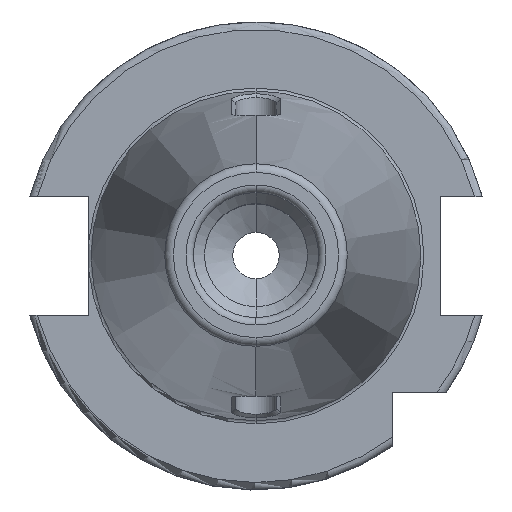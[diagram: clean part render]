
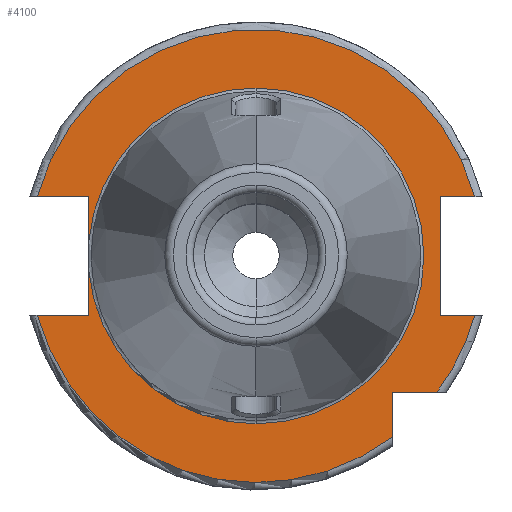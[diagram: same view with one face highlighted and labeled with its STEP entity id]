
A CAD part, top view. The second image highlights one B-rep face of the part: STEP entity #4100.
In plain terms, the highlighted planar face has unit normal (0, 0, 1).
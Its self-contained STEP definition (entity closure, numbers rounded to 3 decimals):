
#1570=CARTESIAN_POINT('',(0,0,15.9));
#1571=DIRECTION('',(0,0,1));
#1572=DIRECTION('',(0.965,0.262,0));
#1573=AXIS2_PLACEMENT_3D('',#1570,#1571,#1572);
#1621=CARTESIAN_POINT('',(0,0,15.9));
#1622=DIRECTION('',(0,0,1));
#1623=DIRECTION('',(-0.965,-0.262,0));
#1624=AXIS2_PLACEMENT_3D('',#1621,#1622,#1623);
#1637=DIRECTION('',(1,0,0));
#1638=VECTOR('',#1637,7.004);
#1639=CARTESIAN_POINT('',(-29.704,-8.05,15.9));
#1640=LINE('',#1639,#1638);
#1641=DIRECTION('',(0,1,0));
#1642=VECTOR('',#1641,5.917);
#1643=CARTESIAN_POINT('',(-22.7,-8.05,15.9));
#1644=LINE('',#1643,#1642);
#1645=DIRECTION('',(0,1,0));
#1646=VECTOR('',#1645,5.917);
#1647=CARTESIAN_POINT('',(-22.7,2.133,15.9));
#1648=LINE('',#1647,#1646);
#1649=DIRECTION('',(1,0,0));
#1650=VECTOR('',#1649,7.004);
#1651=CARTESIAN_POINT('',(-29.704,8.05,15.9));
#1652=LINE('',#1651,#1650);
#1653=DIRECTION('',(-1,0,0));
#1654=VECTOR('',#1653,4.704);
#1655=CARTESIAN_POINT('',(29.704,8.05,15.9));
#1656=LINE('',#1655,#1654);
#1657=DIRECTION('',(0,-1,0));
#1658=VECTOR('',#1657,16.1);
#1659=CARTESIAN_POINT('',(25,8.05,15.9));
#1660=LINE('',#1659,#1658);
#1661=DIRECTION('',(-1,0,0));
#1662=VECTOR('',#1661,4.704);
#1663=CARTESIAN_POINT('',(29.704,-8.05,15.9));
#1664=LINE('',#1663,#1662);
#1665=CARTESIAN_POINT('',(0,0,15.9));
#1666=DIRECTION('',(0,0,1));
#1667=DIRECTION('',(0.799,-0.601,0));
#1668=AXIS2_PLACEMENT_3D('',#1665,#1666,#1667);
#1670=DIRECTION('',(-1,0,0));
#1671=VECTOR('',#1670,6.094);
#1672=CARTESIAN_POINT('',(24.594,-18.5,15.9));
#1673=LINE('',#1672,#1671);
#1674=DIRECTION('',(0,1,0));
#1675=VECTOR('',#1674,6.094);
#1676=CARTESIAN_POINT('',(18.5,-24.594,15.9));
#1677=LINE('',#1676,#1675);
#1688=CARTESIAN_POINT('',(0,0,15.9));
#1689=DIRECTION('',(0,0,1));
#1690=DIRECTION('',(0,1,0));
#1691=AXIS2_PLACEMENT_3D('',#1688,#1689,#1690);
#1703=CARTESIAN_POINT('',(0,0,15.9));
#1704=DIRECTION('',(0,0,1));
#1705=DIRECTION('',(-0.996,-0.094,0));
#1706=AXIS2_PLACEMENT_3D('',#1703,#1704,#1705);
#1708=CARTESIAN_POINT('',(0,0,15.9));
#1709=DIRECTION('',(0,0,-1));
#1710=DIRECTION('',(0,1,0));
#1711=AXIS2_PLACEMENT_3D('',#1708,#1709,#1710);
#1886=CARTESIAN_POINT('',(0,22.8,15.9));
#1888=VERTEX_POINT('',#1886);
#1910=CARTESIAN_POINT('',(0,-22.8,15.9));
#1912=VERTEX_POINT('',#1910);
#2060=CARTESIAN_POINT('',(-29.704,-8.05,15.9));
#2061=CARTESIAN_POINT('',(-22.7,-8.05,15.9));
#2062=VERTEX_POINT('',#2060);
#2063=VERTEX_POINT('',#2061);
#2064=CARTESIAN_POINT('',(-22.7,-2.133,15.9));
#2065=VERTEX_POINT('',#2064);
#2066=CARTESIAN_POINT('',(-22.7,2.133,15.9));
#2067=CARTESIAN_POINT('',(-22.7,8.05,15.9));
#2068=VERTEX_POINT('',#2066);
#2069=VERTEX_POINT('',#2067);
#2070=CARTESIAN_POINT('',(-29.704,8.05,15.9));
#2071=VERTEX_POINT('',#2070);
#2072=CARTESIAN_POINT('',(25,8.05,15.9));
#2073=CARTESIAN_POINT('',(25,-8.05,15.9));
#2074=VERTEX_POINT('',#2072);
#2075=VERTEX_POINT('',#2073);
#2076=CARTESIAN_POINT('',(29.704,-8.05,15.9));
#2077=VERTEX_POINT('',#2076);
#2078=CARTESIAN_POINT('',(29.704,8.05,15.9));
#2079=VERTEX_POINT('',#2078);
#2080=CARTESIAN_POINT('',(18.5,-24.594,15.9));
#2081=CARTESIAN_POINT('',(18.5,-18.5,15.9));
#2082=VERTEX_POINT('',#2080);
#2083=VERTEX_POINT('',#2081);
#2084=CARTESIAN_POINT('',(24.594,-18.5,15.9));
#2085=VERTEX_POINT('',#2084);
#4073=CARTESIAN_POINT('',(0,0,15.9));
#4074=DIRECTION('',(0,0,-1));
#4075=DIRECTION('',(0,-1,0));
#4076=AXIS2_PLACEMENT_3D('',#4073,#4074,#4075);
#4077=PLANE('',#4076);
#4078=ORIENTED_EDGE('',*,*,#3450,.T.);
#4079=ORIENTED_EDGE('',*,*,#3489,.T.);
#4081=ORIENTED_EDGE('',*,*,#4080,.T.);
#4083=ORIENTED_EDGE('',*,*,#4082,.F.);
#4085=ORIENTED_EDGE('',*,*,#4084,.T.);
#4086=ORIENTED_EDGE('',*,*,#3485,.T.);
#4087=ORIENTED_EDGE('',*,*,#3523,.F.);
#4088=ORIENTED_EDGE('',*,*,#4051,.F.);
#4090=ORIENTED_EDGE('',*,*,#4089,.T.);
#4092=ORIENTED_EDGE('',*,*,#4091,.T.);
#4093=ORIENTED_EDGE('',*,*,#3599,.F.);
#4094=ORIENTED_EDGE('',*,*,#4041,.F.);
#4095=ORIENTED_EDGE('',*,*,#3656,.T.);
#4096=ORIENTED_EDGE('',*,*,#3707,.F.);
#4097=ORIENTED_EDGE('',*,*,#4067,.F.);
#4098=EDGE_LOOP('',(#4078,#4079,#4081,#4083,#4085,#4086,#4087,#4088,#4090,#4092,
#4093,#4094,#4095,#4096,#4097));
#4099=FACE_OUTER_BOUND('',#4098,.F.);
#4100=ADVANCED_FACE('',(#4099),#4077,.F.);
#1574=CIRCLE('',#1573,30.775);
#1625=CIRCLE('',#1624,30.775);
#1669=CIRCLE('',#1668,30.775);
#1692=CIRCLE('',#1691,22.8);
#1707=CIRCLE('',#1706,22.8);
#1712=CIRCLE('',#1711,22.8);
#3450=EDGE_CURVE('',#2062,#2063,#1640,.T.);
#3485=EDGE_CURVE('',#2068,#2069,#1648,.T.);
#3489=EDGE_CURVE('',#2063,#2065,#1644,.T.);
#3523=EDGE_CURVE('',#2071,#2069,#1652,.T.);
#3599=EDGE_CURVE('',#2077,#2075,#1664,.T.);
#3656=EDGE_CURVE('',#2085,#2083,#1673,.T.);
#3707=EDGE_CURVE('',#2082,#2083,#1677,.T.);
#4041=EDGE_CURVE('',#2085,#2077,#1669,.T.);
#4051=EDGE_CURVE('',#2079,#2071,#1574,.T.);
#4067=EDGE_CURVE('',#2062,#2082,#1625,.T.);
#4080=EDGE_CURVE('',#2065,#1912,#1707,.T.);
#4082=EDGE_CURVE('',#1888,#1912,#1712,.T.);
#4084=EDGE_CURVE('',#1888,#2068,#1692,.T.);
#4089=EDGE_CURVE('',#2079,#2074,#1656,.T.);
#4091=EDGE_CURVE('',#2074,#2075,#1660,.T.);
